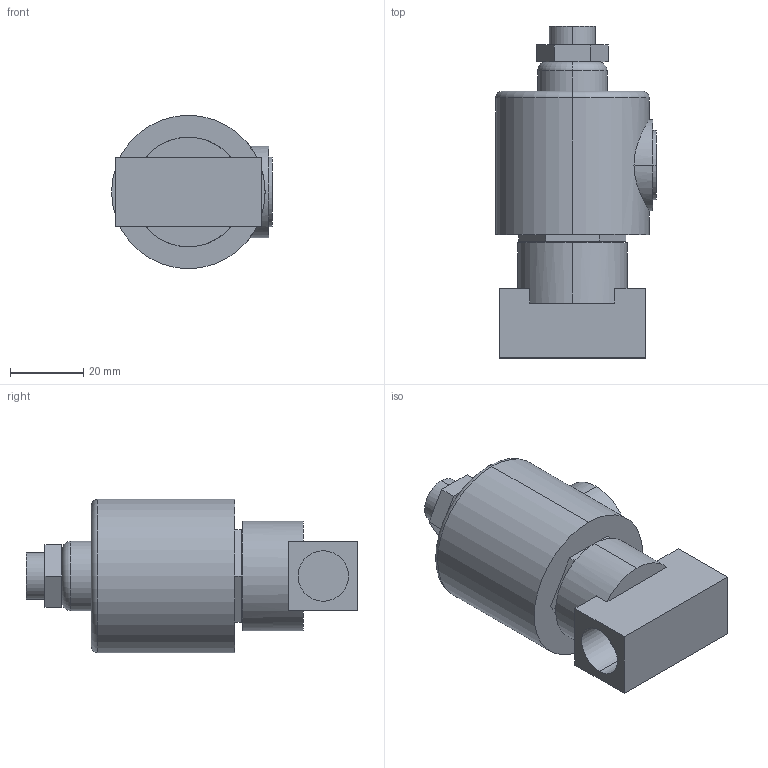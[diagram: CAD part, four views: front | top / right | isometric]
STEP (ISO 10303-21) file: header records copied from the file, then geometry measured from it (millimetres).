
FILE_DESCRIPTION (( 'STEP AP214' ), '1' );
FILE_NAME ('YS302B-9B.STEP', '2025-10-23T06:38:42', ( '' ), ( '' ), 'SwSTEP 2.0', 'SolidWorks 2024', '' );
FILE_SCHEMA (( 'AUTOMOTIVE_DESIGN' ));
Length unit declared in the file: millimetre
Products named in the file (3): YS302B-9B; ZS302-9_9B; AS302B_AS302B
Assembly tree (2 placements, depth 2):
  YS302B-9B
    ZS302-9_9B
    AS302B_AS302B
Bounding box: 44 x 90.85 x 42 mm (x, y, z)
Volume: 81863 mm3; surface area: 16773 mm2
Topology: 2 solids, 2 shells, 66 faces, 144 edges, 92 vertices
Faces by surface type: plane 40, cylinder 22, torus 4
Entity records: 1992 total; most frequent: CARTESIAN_POINT 405, DIRECTION 342, ORIENTED_EDGE 288, EDGE_CURVE 144, AXIS2_PLACEMENT_3D 129, VERTEX_POINT 92, LINE 84, VECTOR 84
